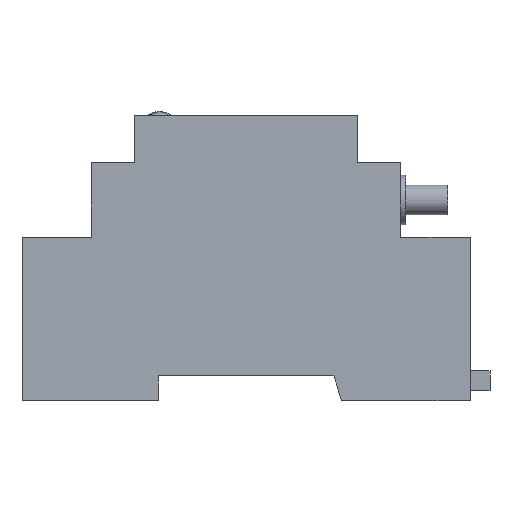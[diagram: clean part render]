
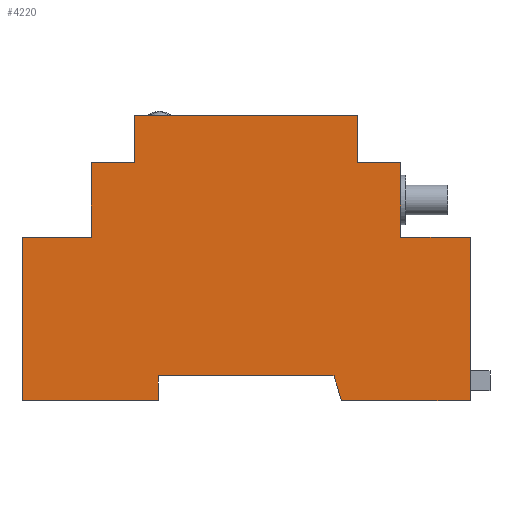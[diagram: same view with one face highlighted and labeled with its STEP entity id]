
A CAD part, left-side view. The second image highlights one B-rep face of the part: STEP entity #4220.
In plain terms, the highlighted face is planar.
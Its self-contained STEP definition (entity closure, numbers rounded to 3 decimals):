
#482=FACE_OUTER_BOUND('',#783,.T.);
#783=EDGE_LOOP('',(#3749,#3750,#3751,#3752,#3753,#3754,#3755,#3756,#3757,
#3758,#3759,#3760,#3761,#3762,#3763,#3764));
#981=LINE('',#6061,#1459);
#1092=LINE('',#6319,#1570);
#1232=LINE('',#6763,#1710);
#1235=LINE('',#6769,#1713);
#1238=LINE('',#6775,#1716);
#1241=LINE('',#6781,#1719);
#1244=LINE('',#6787,#1722);
#1247=LINE('',#6791,#1725);
#1251=LINE('',#6798,#1729);
#1259=LINE('',#6808,#1737);
#1263=LINE('',#6816,#1741);
#1266=LINE('',#6822,#1744);
#1269=LINE('',#6828,#1747);
#1272=LINE('',#6834,#1750);
#1275=LINE('',#6840,#1753);
#1278=LINE('',#6844,#1756);
#1459=VECTOR('',#4832,14.);
#1570=VECTOR('',#5031,15.);
#1710=VECTOR('',#5547,15.);
#1713=VECTOR('',#5552,8.75);
#1716=VECTOR('',#5557,9.5);
#1719=VECTOR('',#5562,45.);
#1722=VECTOR('',#5567,9.5);
#1725=VECTOR('',#5572,8.75);
#1729=VECTOR('',#5578,14.);
#1737=VECTOR('',#5588,33.);
#1741=VECTOR('',#5594,26.);
#1744=VECTOR('',#5599,5.22);
#1747=VECTOR('',#5604,35.5);
#1750=VECTOR('',#5609,5.);
#1753=VECTOR('',#5614,27.5);
#1756=VECTOR('',#5619,33.);
#1896=VERTEX_POINT('',#6058);
#1897=VERTEX_POINT('',#6060);
#1999=VERTEX_POINT('',#6316);
#2000=VERTEX_POINT('',#6318);
#2116=VERTEX_POINT('',#6762);
#2118=VERTEX_POINT('',#6768);
#2120=VERTEX_POINT('',#6774);
#2122=VERTEX_POINT('',#6780);
#2124=VERTEX_POINT('',#6786);
#2126=VERTEX_POINT('',#6797);
#2127=VERTEX_POINT('',#6807);
#2130=VERTEX_POINT('',#6815);
#2132=VERTEX_POINT('',#6821);
#2134=VERTEX_POINT('',#6827);
#2136=VERTEX_POINT('',#6833);
#2138=VERTEX_POINT('',#6839);
#2327=EDGE_CURVE('',#1897,#1896,#981,.T.);
#2452=EDGE_CURVE('',#2000,#1999,#1092,.T.);
#2642=EDGE_CURVE('',#2116,#1897,#1232,.T.);
#2645=EDGE_CURVE('',#2118,#2116,#1235,.T.);
#2648=EDGE_CURVE('',#2120,#2118,#1238,.T.);
#2651=EDGE_CURVE('',#2122,#2120,#1241,.T.);
#2654=EDGE_CURVE('',#2124,#2122,#1244,.T.);
#2657=EDGE_CURVE('',#1999,#2124,#1247,.T.);
#2661=EDGE_CURVE('',#2126,#2000,#1251,.T.);
#2669=EDGE_CURVE('',#2127,#2126,#1259,.T.);
#2673=EDGE_CURVE('',#2130,#2127,#1263,.T.);
#2676=EDGE_CURVE('',#2132,#2130,#1266,.T.);
#2679=EDGE_CURVE('',#2134,#2132,#1269,.T.);
#2682=EDGE_CURVE('',#2136,#2134,#1272,.T.);
#2685=EDGE_CURVE('',#2138,#2136,#1275,.T.);
#2688=EDGE_CURVE('',#1896,#2138,#1278,.T.);
#3749=ORIENTED_EDGE('',*,*,#2327,.T.);
#3750=ORIENTED_EDGE('',*,*,#2688,.T.);
#3751=ORIENTED_EDGE('',*,*,#2685,.T.);
#3752=ORIENTED_EDGE('',*,*,#2682,.T.);
#3753=ORIENTED_EDGE('',*,*,#2679,.T.);
#3754=ORIENTED_EDGE('',*,*,#2676,.T.);
#3755=ORIENTED_EDGE('',*,*,#2673,.T.);
#3756=ORIENTED_EDGE('',*,*,#2669,.T.);
#3757=ORIENTED_EDGE('',*,*,#2661,.T.);
#3758=ORIENTED_EDGE('',*,*,#2452,.T.);
#3759=ORIENTED_EDGE('',*,*,#2657,.T.);
#3760=ORIENTED_EDGE('',*,*,#2654,.T.);
#3761=ORIENTED_EDGE('',*,*,#2651,.T.);
#3762=ORIENTED_EDGE('',*,*,#2648,.T.);
#3763=ORIENTED_EDGE('',*,*,#2645,.T.);
#3764=ORIENTED_EDGE('',*,*,#2642,.T.);
#3989=PLANE('',#4526);
#4220=ADVANCED_FACE('',(#482),#3989,.T.);
#4526=AXIS2_PLACEMENT_3D('',#6845,#5620,#5621);
#4832=DIRECTION('',(0.,1.,0.));
#5031=DIRECTION('',(1.,0.,0.));
#5547=DIRECTION('',(-1.,0.,0.));
#5552=DIRECTION('',(0.,1.,0.));
#5557=DIRECTION('',(-1.,0.,0.));
#5562=DIRECTION('',(0.,1.,0.));
#5567=DIRECTION('',(1.,0.,0.));
#5572=DIRECTION('',(0.,1.,0.));
#5578=DIRECTION('',(0.,1.,0.));
#5588=DIRECTION('',(1.,0.,0.));
#5594=DIRECTION('',(0.,-1.,0.));
#5599=DIRECTION('',(-0.958,-0.287,0.));
#5604=DIRECTION('',(0.,-1.,0.));
#5609=DIRECTION('',(1.,0.,0.));
#5614=DIRECTION('',(0.,-1.,0.));
#5619=DIRECTION('',(-1.,0.,0.));
#5620=DIRECTION('center_axis',(0.,0.,1.));
#5621=DIRECTION('ref_axis',(1.,0.,0.));
#6058=CARTESIAN_POINT('',(33.,90.5,71.));
#6060=CARTESIAN_POINT('',(33.,76.5,71.));
#6061=CARTESIAN_POINT('',(33.,76.5,71.));
#6316=CARTESIAN_POINT('',(48.,14.,71.));
#6318=CARTESIAN_POINT('',(33.,14.,71.));
#6319=CARTESIAN_POINT('',(33.,14.,71.));
#6762=CARTESIAN_POINT('',(48.,76.5,71.));
#6763=CARTESIAN_POINT('',(48.,76.5,71.));
#6768=CARTESIAN_POINT('',(48.,67.75,71.));
#6769=CARTESIAN_POINT('',(48.,67.75,71.));
#6774=CARTESIAN_POINT('',(57.5,67.75,71.));
#6775=CARTESIAN_POINT('',(57.5,67.75,71.));
#6780=CARTESIAN_POINT('',(57.5,22.75,71.));
#6781=CARTESIAN_POINT('',(57.5,22.75,71.));
#6786=CARTESIAN_POINT('',(48.,22.75,71.));
#6787=CARTESIAN_POINT('',(48.,22.75,71.));
#6791=CARTESIAN_POINT('',(48.,14.,71.));
#6797=CARTESIAN_POINT('',(33.,0.,71.));
#6798=CARTESIAN_POINT('',(33.,0.,71.));
#6807=CARTESIAN_POINT('',(0.,0.,71.));
#6808=CARTESIAN_POINT('',(0.,0.,71.));
#6815=CARTESIAN_POINT('',(0.,26.,71.));
#6816=CARTESIAN_POINT('',(0.,26.,71.));
#6821=CARTESIAN_POINT('',(5.,27.5,71.));
#6822=CARTESIAN_POINT('',(5.,27.5,71.));
#6827=CARTESIAN_POINT('',(5.,63.,71.));
#6828=CARTESIAN_POINT('',(5.,63.,71.));
#6833=CARTESIAN_POINT('',(0.,63.,71.));
#6834=CARTESIAN_POINT('',(0.,63.,71.));
#6839=CARTESIAN_POINT('',(0.,90.5,71.));
#6840=CARTESIAN_POINT('',(0.,90.5,71.));
#6844=CARTESIAN_POINT('',(33.,90.5,71.));
#6845=CARTESIAN_POINT('Origin',(25.797,45.315,71.));
